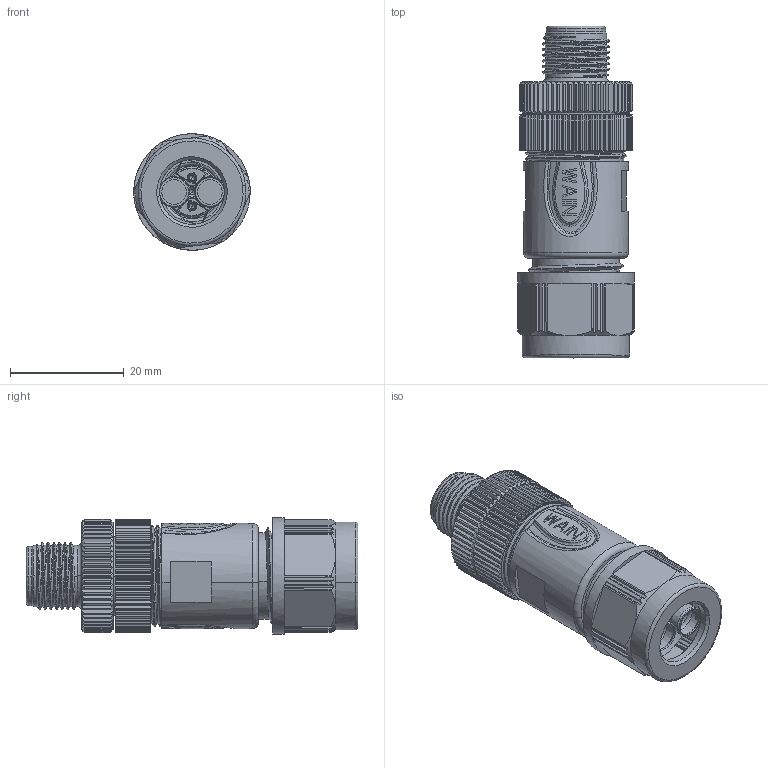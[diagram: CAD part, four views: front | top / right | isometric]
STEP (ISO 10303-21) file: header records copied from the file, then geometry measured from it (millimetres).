
FILE_DESCRIPTION((''),'2;1');
FILE_NAME('3D_1630054113104_M12P-M05A-T-2D','2024-03-18T',('12262'),(''),'PRO/ENGINEER BY PARAMETRIC TECHNOLOGY CORPORATION, 2012480','PRO/ENGINEER BY PARAMETRIC TECHNOLOGY CORPORATION, 2012480','');
FILE_SCHEMA(('CONFIG_CONTROL_DESIGN'));
Products named in the file (1): 3D_1630054113104_M12P-M05A-T-2D
Bounding box: 20.5 x 58.4 x 20.48 mm (x, y, z)
Volume: 12283.5 mm3; surface area: 12824.3 mm2
Topology: 1 solids, 6 shells, 1596 faces, 4581 edges, 2965 vertices
Faces by surface type: plane 709, cylinder 464, cone 282, bspline 64, torus 58, sphere 10, extrusion 9
Entity records: 71276 total; most frequent: CARTESIAN_POINT 31220, ORIENTED_EDGE 9126, DIRECTION 7531, EDGE_CURVE 4563, VERTEX_POINT 2965, AXIS2_PLACEMENT_3D 2792, VECTOR 1947, LINE 1938
